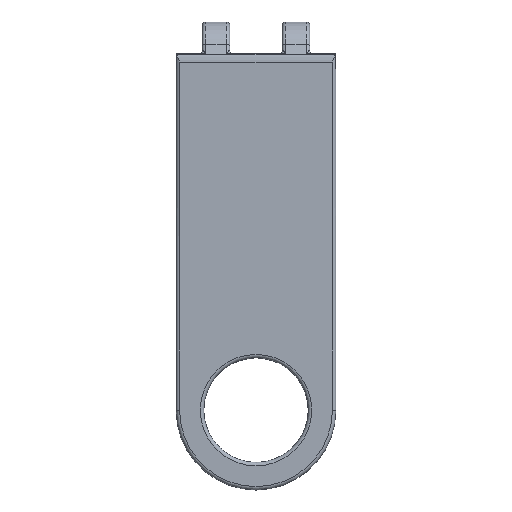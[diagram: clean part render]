
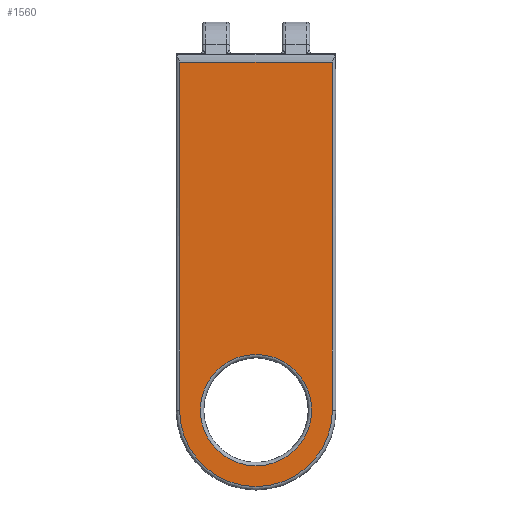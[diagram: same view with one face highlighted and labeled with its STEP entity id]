
A CAD part, left-side view. The second image highlights one B-rep face of the part: STEP entity #1560.
In plain terms, the highlighted planar face has unit normal (-1, 0, 0).
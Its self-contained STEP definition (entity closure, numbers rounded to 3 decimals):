
#22=FACE_BOUND('',#442,.T.);
#123=LINE('',#3353,#196);
#125=LINE('',#3359,#198);
#152=LINE('',#3585,#225);
#196=VECTOR('',#2106,10.);
#198=VECTOR('',#2112,10.);
#225=VECTOR('',#2277,10.);
#240=PLANE('',#1785);
#337=FACE_OUTER_BOUND('',#441,.T.);
#441=EDGE_LOOP('',(#1415,#1416,#1417,#1418));
#442=EDGE_LOOP('',(#1419));
#527=CIRCLE('',#1720,22.15);
#534=CIRCLE('',#1731,16.15);
#692=VERTEX_POINT('',#3339);
#693=VERTEX_POINT('',#3346);
#695=VERTEX_POINT('',#3357);
#697=VERTEX_POINT('',#3363);
#704=VERTEX_POINT('',#3384);
#891=EDGE_CURVE('',#693,#692,#123,.T.);
#894=EDGE_CURVE('',#695,#693,#125,.T.);
#897=EDGE_CURVE('',#697,#695,#527,.T.);
#907=EDGE_CURVE('',#704,#704,#534,.T.);
#966=EDGE_CURVE('',#692,#697,#152,.T.);
#1415=ORIENTED_EDGE('',*,*,#894,.F.);
#1416=ORIENTED_EDGE('',*,*,#897,.F.);
#1417=ORIENTED_EDGE('',*,*,#966,.F.);
#1418=ORIENTED_EDGE('',*,*,#891,.F.);
#1419=ORIENTED_EDGE('',*,*,#907,.F.);
#1560=ADVANCED_FACE('',(#337,#22),#240,.F.);
#1720=AXIS2_PLACEMENT_3D('',#3365,#2119,#2120);
#1731=AXIS2_PLACEMENT_3D('',#3386,#2144,#2145);
#1785=AXIS2_PLACEMENT_3D('',#3584,#2275,#2276);
#2106=DIRECTION('',(0.,-1.,0.));
#2112=DIRECTION('',(0.,0.,1.));
#2119=DIRECTION('center_axis',(1.,0.,0.));
#2120=DIRECTION('ref_axis',(0.,0.,
-1.));
#2144=DIRECTION('center_axis',(-1.,0.,0.));
#2145=DIRECTION('ref_axis',(0.,1.,0.));
#2275=DIRECTION('center_axis',(1.,0.,0.));
#2276=DIRECTION('ref_axis',(0.,1.,0.));
#2277=DIRECTION('',(0.,0.,-1.));
#3339=CARTESIAN_POINT('',(0.,-22.15,70.88));
#3346=CARTESIAN_POINT('',(0.,22.15,70.88));
#3353=CARTESIAN_POINT('',(0.,11.575,70.88));
#3357=CARTESIAN_POINT('',(0.,22.15,-30.));
#3359=CARTESIAN_POINT('',(0.,22.15,23.625));
#3363=CARTESIAN_POINT('',(0.,-22.15,-30.));
#3365=CARTESIAN_POINT('Origin',(0.,0.,
-30.));
#3384=CARTESIAN_POINT('',(0.,0.,-46.15));
#3386=CARTESIAN_POINT('Origin',(0.,0.,
-30.));
#3584=CARTESIAN_POINT('Origin',(0.,0.,
17.249));
#3585=CARTESIAN_POINT('',(0.,-22.15,82.449));
